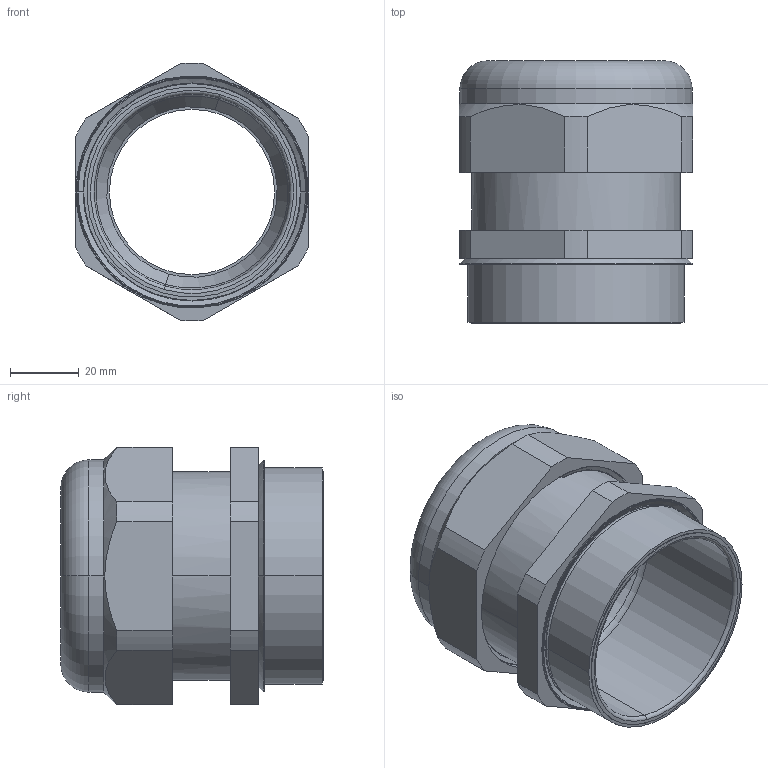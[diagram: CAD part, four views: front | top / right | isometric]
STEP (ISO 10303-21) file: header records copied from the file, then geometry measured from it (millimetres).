
FILE_DESCRIPTION(('CoCreate Modeling STEP Export'),'2;1');
FILE_NAME('2022957.stp','2016-06-08T11:56:37',(''),(''),'CoCreate Modeling STEP processor for AP214 (Solid Model)','CoCreate Modeling 16.00B 02-Dec-2008 (C) Parametric Technology GmbH','');
FILE_SCHEMA(('AUTOMOTIVE_DESIGN { 1 0 10303 214 1 1 1 1 }'));
Length unit declared in the file: millimetre
Products named in the file (4): Hutmutter-M63; Dichtring-M63; Zwischenstutzen-M63x1.5L.1; Kabelverschraubung_M63L.1.1
Assembly tree (3 placements, depth 2):
  Kabelverschraubung_M63L.1.1
    Zwischenstutzen-M63x1.5L.1
    Dichtring-M63
    Hutmutter-M63
Bounding box: 68 x 76.25 x 74.97 mm (x, y, z)
Volume: 41524.7 mm3; surface area: 57656.5 mm2
Topology: 2 solids, 3 shells, 730 faces, 2018 edges, 1272 vertices
Faces by surface type: cylinder 252, bspline 180, plane 160, torus 99, cone 39
Entity records: 39923 total; most frequent: CARTESIAN_POINT 24122, ORIENTED_EDGE 3955, DIRECTION 2199, EDGE_CURVE 2018, VERTEX_POINT 1272, AXIS2_PLACEMENT_3D 825, B_SPLINE_CURVE_WITH_KNOTS 780, EDGE_LOOP 741
